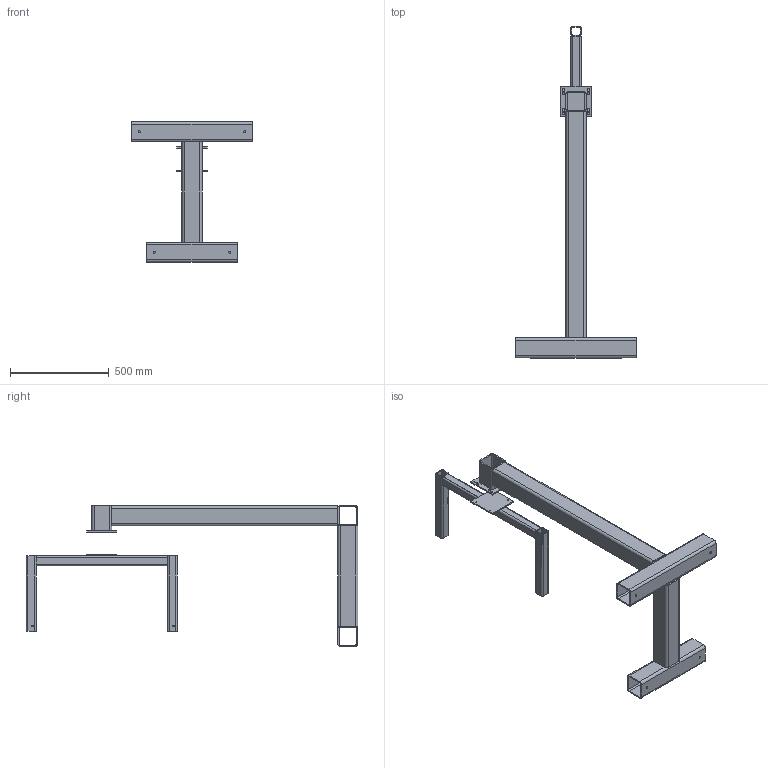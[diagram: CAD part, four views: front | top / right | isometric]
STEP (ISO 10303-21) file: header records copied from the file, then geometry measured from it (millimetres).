
FILE_DESCRIPTION (( 'STEP AP203' ), '1' );
FILE_NAME ('D0902637-v1_aLIGO_FMP_Vacuum Bake Oven Lid Cart.STEP', '2010-01-12T17:59:08', ( ' ' ), ( ' ' ), 'SwSTEP 2.0', 'SolidWorks 2009', '' );
FILE_SCHEMA (( 'CONFIG_CONTROL_DESIGN' ));
Length unit declared in the file: inch
Products named in the file (1): D0902637-v1_aLIGO_FMP_Vacuum Bake Oven Lid Cart
Bounding box: 609.6 x 1677.99 x 711.2 mm (x, y, z)
Volume: 8040532.5 mm3; surface area: 2694166.6 mm2
Topology: 10 solids, 10 shells, 196 faces, 528 edges, 352 vertices
Faces by surface type: plane 100, cylinder 96
Entity records: 6361 total; most frequent: DIRECTION 1114, CARTESIAN_POINT 1077, ORIENTED_EDGE 1056, EDGE_CURVE 528, AXIS2_PLACEMENT_3D 389, VERTEX_POINT 352, VECTOR 336, LINE 336
